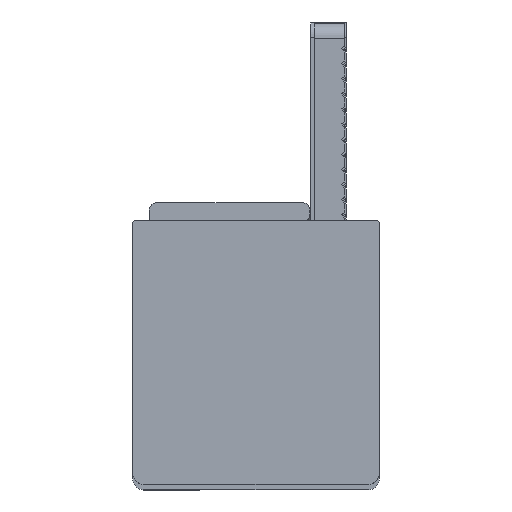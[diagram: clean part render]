
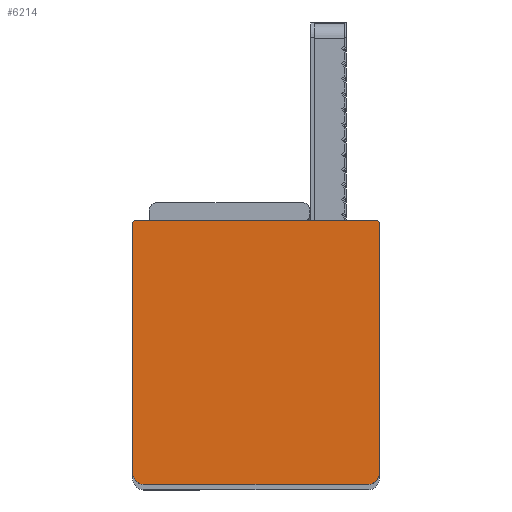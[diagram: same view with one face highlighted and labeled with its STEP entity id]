
A CAD part, top view. The second image highlights one B-rep face of the part: STEP entity #6214.
In plain terms, the highlighted planar face has unit normal (0, 0, 1).
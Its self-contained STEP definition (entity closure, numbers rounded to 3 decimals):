
#1386 = EDGE_CURVE ( 'NONE', #21448, #21392, #19199, .T. ) ;
#1392 = EDGE_CURVE ( 'NONE', #21380, #21379, #19237, .T. ) ;
#1412 = EDGE_CURVE ( 'NONE', #21361, #21396, #19334, .T. ) ;
#1440 = EDGE_CURVE ( 'NONE', #21361, #21379, #9146, .T. ) ;
#1451 = EDGE_CURVE ( 'NONE', #21426, #21465, #19303, .T. ) ;
#1469 = EDGE_CURVE ( 'NONE', #21392, #21380, #9244, .T. ) ;
#1477 = EDGE_CURVE ( 'NONE', #21465, #21448, #9302, .T. ) ;
#1495 = EDGE_CURVE ( 'NONE', #21426, #21396, #9369, .T. ) ;
#2558 = CARTESIAN_POINT ( 'NONE',  ( -0.984, -1., 219. ) ) ;
#2577 = CARTESIAN_POINT ( 'NONE',  ( -1.734, -0.25, 219. ) ) ;
#2586 = CARTESIAN_POINT ( 'NONE',  ( 14.666, -0.25, 219. ) ) ;
#2587 = CARTESIAN_POINT ( 'NONE',  ( 14.666, 16.3, 219. ) ) ;
#2604 = CARTESIAN_POINT ( 'NONE',  ( 13.916, -1., 219. ) ) ;
#2637 = CARTESIAN_POINT ( 'NONE',  ( -1.734, 16.3, 219. ) ) ;
#2639 = CARTESIAN_POINT ( 'NONE',  ( 14.466, 16.5, 219. ) ) ;
#2678 = CARTESIAN_POINT ( 'NONE',  ( -1.534, 16.5, 219. ) ) ;
#4911 = AXIS2_PLACEMENT_3D ( 'NONE', #22900, #22929, #22930 ) ;
#6214 = ADVANCED_FACE ( 'NONE', ( #22898 ), #22947, .F. ) ;
#9146 = LINE ( 'NONE', #9147, #19307 ) ;
#9147 = CARTESIAN_POINT ( 'NONE',  ( 6.466, -1., 219. ) ) ;
#9193 = CARTESIAN_POINT ( 'NONE',  ( -1.534, 16.3, 219. ) ) ;
#9195 = DIRECTION ( 'NONE',  ( 0., 0., -1. ) ) ;
#9205 = DIRECTION ( 'NONE',  ( 1., 0., 0. ) ) ;
#9213 = DIRECTION ( 'NONE',  ( 1., 0., 0. ) ) ;
#9238 = CARTESIAN_POINT ( 'NONE',  ( 14.666, -11.046, 219. ) ) ;
#9244 = LINE ( 'NONE', #9238, #19382 ) ;
#9253 = DIRECTION ( 'NONE',  ( 0., -1., 0. ) ) ;
#9298 = DIRECTION ( 'NONE',  ( 1., 0., 0. ) ) ;
#9302 = LINE ( 'NONE', #9321, #19385 ) ;
#9321 = CARTESIAN_POINT ( 'NONE',  ( 6.466, 16.5, 219. ) ) ;
#9353 = CARTESIAN_POINT ( 'NONE',  ( -1.734, -11.046, 219. ) ) ;
#9358 = DIRECTION ( 'NONE',  ( 0., -1., 0. ) ) ;
#9369 = LINE ( 'NONE', #9353, #19371 ) ;
#16925 = EDGE_LOOP ( 'NONE', ( #17233, #17217, #17253, #17234, #17249, #17255, #17266, #17221 ) ) ;
#17217 = ORIENTED_EDGE ( 'NONE', *, *, #1495, .T. ) ;
#17221 = ORIENTED_EDGE ( 'NONE', *, *, #1477, .F. ) ;
#17233 = ORIENTED_EDGE ( 'NONE', *, *, #1451, .F. ) ;
#17234 = ORIENTED_EDGE ( 'NONE', *, *, #1440, .T. ) ;
#17249 = ORIENTED_EDGE ( 'NONE', *, *, #1392, .F. ) ;
#17253 = ORIENTED_EDGE ( 'NONE', *, *, #1412, .F. ) ;
#17255 = ORIENTED_EDGE ( 'NONE', *, *, #1469, .F. ) ;
#17266 = ORIENTED_EDGE ( 'NONE', *, *, #1386, .F. ) ;
#19191 = AXIS2_PLACEMENT_3D ( 'NONE', #22018, #22028, #22029 ) ;
#19199 = CIRCLE ( 'NONE', #19233, 0.2 ) ;
#19233 = AXIS2_PLACEMENT_3D ( 'NONE', #22004, #22024, #22013 ) ;
#19237 = CIRCLE ( 'NONE', #19191, 0.75 ) ;
#19264 = AXIS2_PLACEMENT_3D ( 'NONE', #22080, #22086, #22081 ) ;
#19303 = CIRCLE ( 'NONE', #19330, 0.2 ) ;
#19307 = VECTOR ( 'NONE', #9213, 1000. ) ;
#19330 = AXIS2_PLACEMENT_3D ( 'NONE', #9193, #9195, #9205 ) ;
#19334 = CIRCLE ( 'NONE', #19264, 0.75 ) ;
#19371 = VECTOR ( 'NONE', #9358, 1000. ) ;
#19382 = VECTOR ( 'NONE', #9253, 1000. ) ;
#19385 = VECTOR ( 'NONE', #9298, 1000. ) ;
#21361 = VERTEX_POINT ( 'NONE', #2558 ) ;
#21379 = VERTEX_POINT ( 'NONE', #2604 ) ;
#21380 = VERTEX_POINT ( 'NONE', #2586 ) ;
#21392 = VERTEX_POINT ( 'NONE', #2587 ) ;
#21396 = VERTEX_POINT ( 'NONE', #2577 ) ;
#21426 = VERTEX_POINT ( 'NONE', #2637 ) ;
#21448 = VERTEX_POINT ( 'NONE', #2639 ) ;
#21465 = VERTEX_POINT ( 'NONE', #2678 ) ;
#22004 = CARTESIAN_POINT ( 'NONE',  ( 14.466, 16.3, 219. ) ) ;
#22013 = DIRECTION ( 'NONE',  ( 1., 0., 0. ) ) ;
#22018 = CARTESIAN_POINT ( 'NONE',  ( 13.916, -0.25, 219. ) ) ;
#22024 = DIRECTION ( 'NONE',  ( 0., 0., -1. ) ) ;
#22028 = DIRECTION ( 'NONE',  ( 0., 0., -1. ) ) ;
#22029 = DIRECTION ( 'NONE',  ( 1., 0., 0. ) ) ;
#22080 = CARTESIAN_POINT ( 'NONE',  ( -0.984, -0.25, 219. ) ) ;
#22081 = DIRECTION ( 'NONE',  ( 1., 0., 0. ) ) ;
#22086 = DIRECTION ( 'NONE',  ( 0., 0., -1. ) ) ;
#22898 = FACE_OUTER_BOUND ( 'NONE', #16925, .T. ) ;
#22900 = CARTESIAN_POINT ( 'NONE',  ( 6.466, -11.046, 219. ) ) ;
#22929 = DIRECTION ( 'NONE',  ( 0., 0., -1. ) ) ;
#22930 = DIRECTION ( 'NONE',  ( -1., 0., 0. ) ) ;
#22947 = PLANE ( 'NONE',  #4911 ) ;
